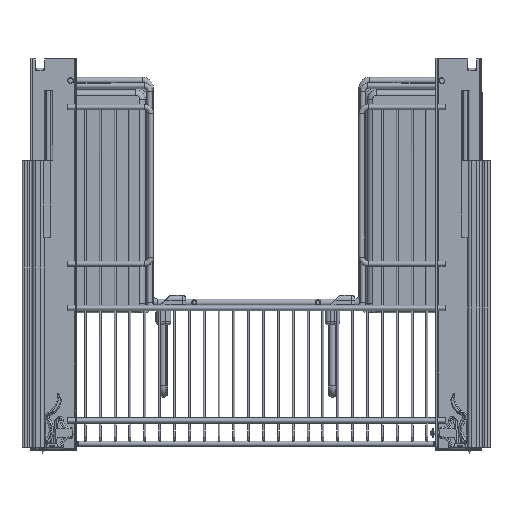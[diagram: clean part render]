
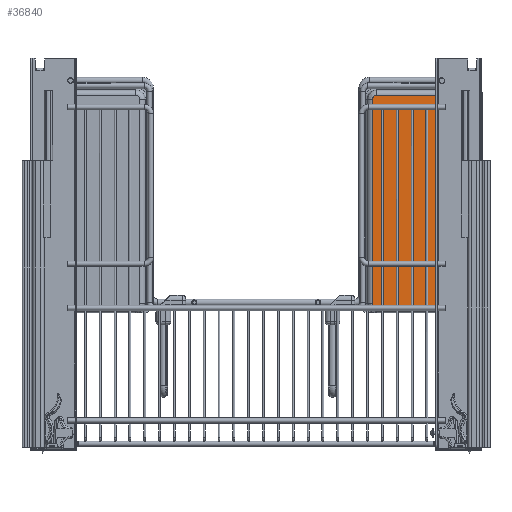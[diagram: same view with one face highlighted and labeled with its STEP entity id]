
A CAD part, front view. The second image highlights one B-rep face of the part: STEP entity #36840.
In plain terms, the highlighted face is planar.
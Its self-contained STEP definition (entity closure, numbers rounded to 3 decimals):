
#36371=CARTESIAN_POINT('',(114.29,160.272,0.0));
#36372=VERTEX_POINT('',#36371);
#36373=CARTESIAN_POINT('',(109.29,165.272,0.0));
#36374=VERTEX_POINT('',#36373);
#36375=CARTESIAN_POINT('',(109.29,160.272,0.0));
#36376=DIRECTION('',(0.0,0.0,1.));
#36377=DIRECTION('',(0.707,0.707,0.0));
#36378=AXIS2_PLACEMENT_3D('',#36375,#36376,#36377);
#36379=CIRCLE('',#36378,5.);
#36380=EDGE_CURVE('',#36372,#36374,#36379,.T.);
#36453=CARTESIAN_POINT('',(2.29,165.272,0.0));
#36454=VERTEX_POINT('',#36453);
#36455=CARTESIAN_POINT('',(-2.71,160.272,0.0));
#36456=VERTEX_POINT('',#36455);
#36457=CARTESIAN_POINT('',(2.29,160.272,0.0));
#36458=DIRECTION('',(0.0,0.0,1.0));
#36459=DIRECTION('',(-0.707,0.707,0.0));
#36460=AXIS2_PLACEMENT_3D('',#36457,#36458,#36459);
#36461=CIRCLE('',#36460,5.0);
#36462=EDGE_CURVE('',#36454,#36456,#36461,.T.);
#36552=CARTESIAN_POINT('',(109.29,-91.728,0.0));
#36553=VERTEX_POINT('',#36552);
#36561=CARTESIAN_POINT('',(114.29,-86.728,0.0));
#36562=VERTEX_POINT('',#36561);
#36563=CARTESIAN_POINT('',(109.29,-86.728,0.0));
#36564=DIRECTION('',(0.0,0.0,1.0));
#36565=DIRECTION('',(0.707,-0.707,0.0));
#36566=AXIS2_PLACEMENT_3D('',#36563,#36564,#36565);
#36567=CIRCLE('',#36566,5.);
#36568=EDGE_CURVE('',#36553,#36562,#36567,.T.);
#36633=CARTESIAN_POINT('',(-2.71,-86.728,0.0));
#36634=VERTEX_POINT('',#36633);
#36635=CARTESIAN_POINT('',(2.29,-91.728,0.0));
#36636=VERTEX_POINT('',#36635);
#36637=CARTESIAN_POINT('',(2.29,-86.728,0.0));
#36638=DIRECTION('',(0.0,0.0,1.));
#36639=DIRECTION('',(-0.707,-0.707,0.0));
#36640=AXIS2_PLACEMENT_3D('',#36637,#36638,#36639);
#36641=CIRCLE('',#36640,5.);
#36642=EDGE_CURVE('',#36634,#36636,#36641,.T.);
#36678=CARTESIAN_POINT('',(2.29,-91.728,0.0));
#36679=DIRECTION('',(1.0,0.0,0.0));
#36680=VECTOR('',#36679,107.0);
#36681=LINE('',#36678,#36680);
#36682=EDGE_CURVE('',#36636,#36553,#36681,.T.);
#36722=CARTESIAN_POINT('',(-2.71,160.272,0.0));
#36723=DIRECTION('',(0.0,-1.0,0.0));
#36724=VECTOR('',#36723,247.);
#36725=LINE('',#36722,#36724);
#36726=EDGE_CURVE('',#36456,#36634,#36725,.T.);
#36744=CARTESIAN_POINT('',(114.29,-86.728,0.0));
#36745=DIRECTION('',(0.0,1.0,0.0));
#36746=VECTOR('',#36745,247.0);
#36747=LINE('',#36744,#36746);
#36748=EDGE_CURVE('',#36562,#36372,#36747,.T.);
#36795=CARTESIAN_POINT('',(109.29,165.272,0.0));
#36796=DIRECTION('',(-1.0,0.0,0.0));
#36797=VECTOR('',#36796,107.0);
#36798=LINE('',#36795,#36797);
#36799=EDGE_CURVE('',#36374,#36454,#36798,.T.);
#36825=CARTESIAN_POINT('',(55.79,36.772,0.0));
#36826=DIRECTION('',(0.0,0.0,1.0));
#36827=DIRECTION('',(1.0,0.0,0.0));
#36828=AXIS2_PLACEMENT_3D('',#36825,#36826,#36827);
#36829=PLANE('',#36828);
#36830=ORIENTED_EDGE('',*,*,#36642,.F.);
#36831=ORIENTED_EDGE('',*,*,#36726,.F.);
#36832=ORIENTED_EDGE('',*,*,#36462,.F.);
#36833=ORIENTED_EDGE('',*,*,#36799,.F.);
#36834=ORIENTED_EDGE('',*,*,#36380,.F.);
#36835=ORIENTED_EDGE('',*,*,#36748,.F.);
#36836=ORIENTED_EDGE('',*,*,#36568,.F.);
#36837=ORIENTED_EDGE('',*,*,#36682,.F.);
#36838=EDGE_LOOP('',(#36830,#36831,#36832,#36833,#36834,#36835,#36836,#36837));
#36839=FACE_OUTER_BOUND('',#36838,.T.);
#36840=ADVANCED_FACE('',(#36839),#36829,.F.);
